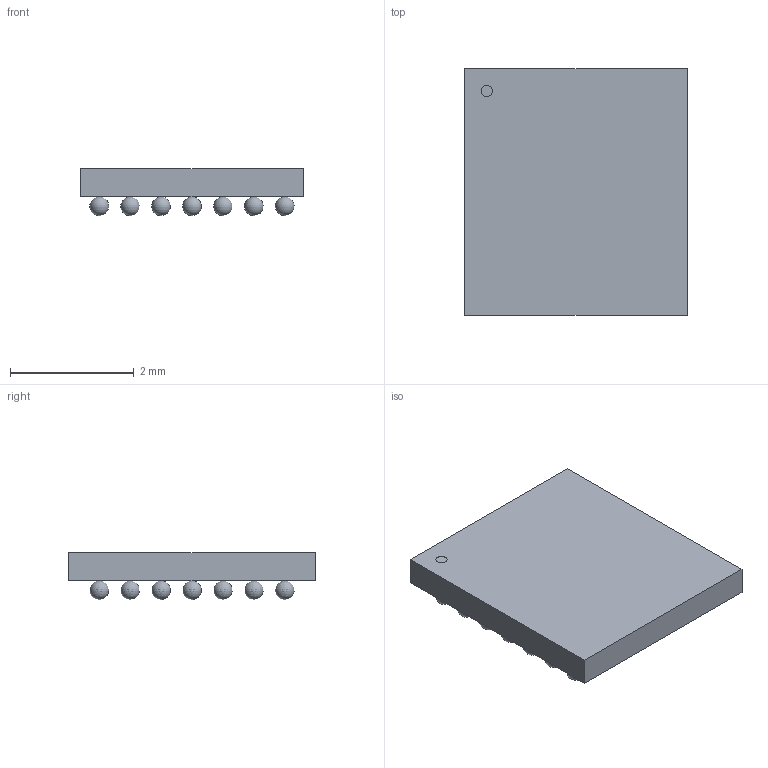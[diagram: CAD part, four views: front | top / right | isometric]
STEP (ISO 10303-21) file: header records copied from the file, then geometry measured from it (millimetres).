
FILE_DESCRIPTION(('STEP AP214'),'1');
FILE_NAME('BGA49_3P594X3P984_CIR','2024-07-20T08:40:46',(''),(''),'','','');
FILE_SCHEMA(('AUTOMOTIVE_DESIGN'));
Length unit declared in the file: millimetre
Products named in the file (1): product
Bounding box: 3.61 x 3.99 x 0.77 mm (x, y, z)
Volume: 7.3 mm3; surface area: 50.1 mm2
Topology: 51 solids, 51 shells, 58 faces, 162 edges, 108 vertices
Faces by surface type: sphere 49, plane 8, cylinder 1
Full cylindrical faces by diameter (mm): 0.18 x1
Entity records: 814 total; most frequent: DIRECTION 136, CARTESIAN_POINT 72, AXIS2_PLACEMENT_3D 62, STYLED_ITEM 58, ADVANCED_FACE 58, MANIFOLD_SOLID_BREP 51, CLOSED_SHELL 51, SPHERICAL_SURFACE 49
